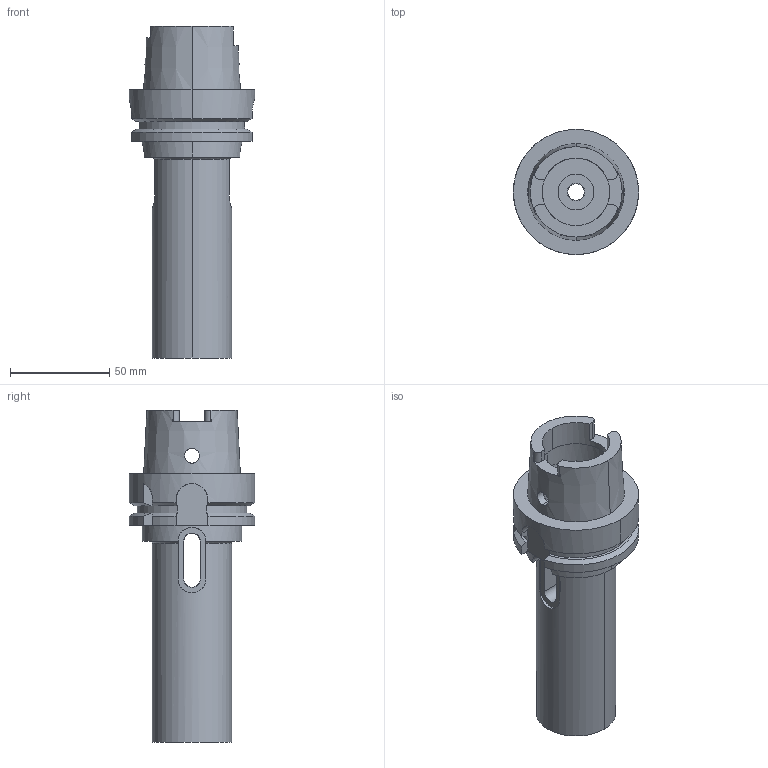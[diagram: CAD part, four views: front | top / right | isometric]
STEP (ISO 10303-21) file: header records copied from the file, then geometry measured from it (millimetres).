
FILE_DESCRIPTION((''),'2;1');
FILE_NAME('HSK-A63-MTA3-135','2018-01-09T',('ykawabe'),(''),'CREO PARAMETRIC BY PTC INC, 2016380','CREO PARAMETRIC BY PTC INC, 2016380','');
FILE_SCHEMA(('AUTOMOTIVE_DESIGN { 1 0 10303 214 1 1 1 1 }'));
Length unit declared in the file: millimetre
Products named in the file (1): HSK-A63-MTA3-135
Bounding box: 63 x 63 x 167 mm (x, y, z)
Volume: 183549.1 mm3; surface area: 43593.8 mm2
Topology: 1 solids, 1 shells, 115 faces, 348 edges, 236 vertices
Faces by surface type: plane 52, cylinder 47, cone 14, torus 2
Entity records: 5645 total; most frequent: CARTESIAN_POINT 1129, ORIENTED_EDGE 696, DIRECTION 672, PRESENTATION_STYLE_ASSIGNMENT 353, STYLED_ITEM 353, CURVE_STYLE 352, EDGE_CURVE 348, AXIS2_PLACEMENT_3D 255
